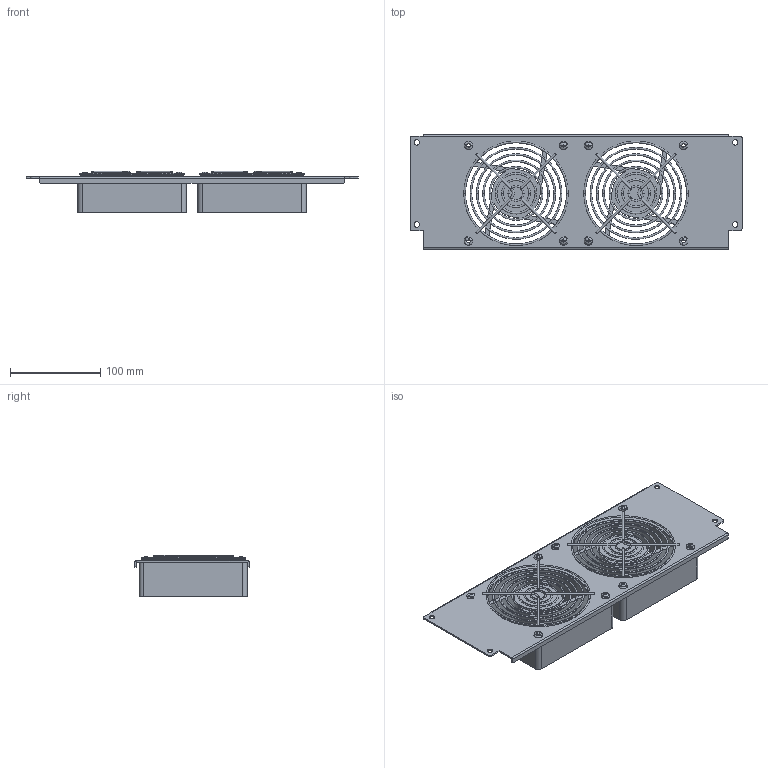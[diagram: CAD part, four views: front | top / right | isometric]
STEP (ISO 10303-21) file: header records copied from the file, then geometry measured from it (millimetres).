
FILE_DESCRIPTION (( 'STEP AP214' ), '1' );
FILE_NAME ('GS4-FAN-EM1.STEP', '2017-05-24T19:49:45', ( '' ), ( '' ), 'SwSTEP 2.0', 'SolidWorks 2015', '' );
FILE_SCHEMA (( 'AUTOMOTIVE_DESIGN' ));
Length unit declared in the file: millimetre
Products named in the file (1): GS4-FAN-EM1
Bounding box: 368 x 127 x 45.75 mm (x, y, z)
Surface area: 201520.8 mm2 (no closed solid volume)
Topology: 0 solids, 45 shells, 175 faces, 714 edges, 564 vertices
Faces by surface type: bspline 75, cylinder 52, plane 48
Entity records: 14729 total; most frequent: CARTESIAN_POINT 7495, DIRECTION 1102, ORIENTED_EDGE 1044, EDGE_CURVE 714, VERTEX_POINT 564, AXIS2_PLACEMENT_3D 439, CIRCLE 338, EDGE_LOOP 235
